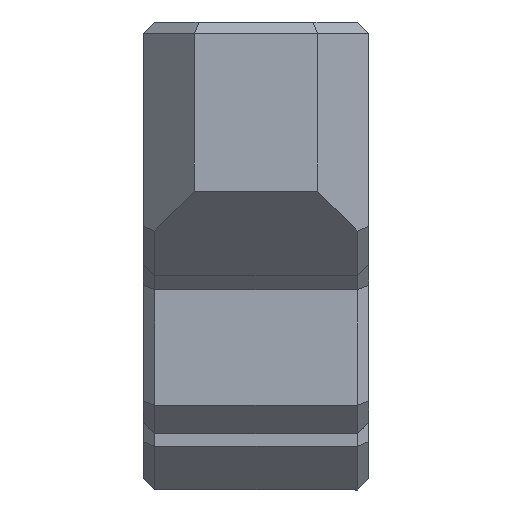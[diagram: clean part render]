
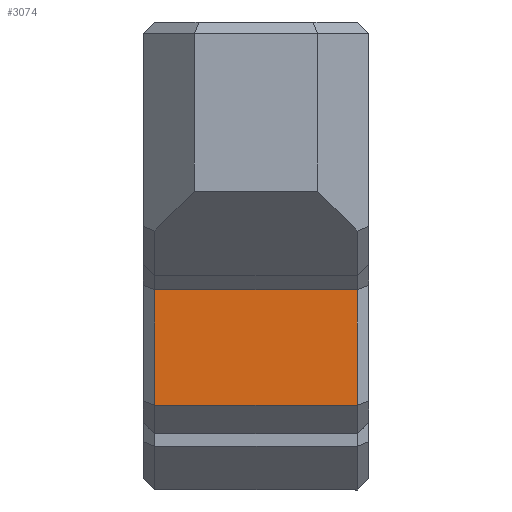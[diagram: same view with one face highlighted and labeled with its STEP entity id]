
A CAD part, left-side view. The second image highlights one B-rep face of the part: STEP entity #3074.
In plain terms, the highlighted planar face has unit normal (-1, 0, 0).
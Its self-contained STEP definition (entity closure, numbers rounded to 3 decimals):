
#67=FACE_OUTER_BOUND('',#254,.T.);
#254=EDGE_LOOP('',(#2114,#2115,#2116,#2117));
#520=LINE('',#4494,#949);
#521=LINE('',#4497,#950);
#522=LINE('',#4499,#951);
#523=LINE('',#4500,#952);
#949=VECTOR('',#3623,10.);
#950=VECTOR('',#3626,10.);
#951=VECTOR('',#3627,10.);
#952=VECTOR('',#3628,10.);
#1359=VERTEX_POINT('',#4490);
#1360=VERTEX_POINT('',#4492);
#1361=VERTEX_POINT('',#4496);
#1362=VERTEX_POINT('',#4498);
#1643=EDGE_CURVE('',#1360,#1359,#520,.T.);
#1644=EDGE_CURVE('',#1359,#1361,#521,.T.);
#1645=EDGE_CURVE('',#1362,#1360,#522,.T.);
#1646=EDGE_CURVE('',#1361,#1362,#523,.T.);
#2114=ORIENTED_EDGE('',*,*,#1644,.F.);
#2115=ORIENTED_EDGE('',*,*,#1643,.F.);
#2116=ORIENTED_EDGE('',*,*,#1645,.F.);
#2117=ORIENTED_EDGE('',*,*,#1646,.F.);
#2891=PLANE('',#3278);
#3074=ADVANCED_FACE('',(#67),#2891,.T.);
#3278=AXIS2_PLACEMENT_3D('',#4495,#3624,#3625);
#3623=DIRECTION('',(0.,1.,0.));
#3624=DIRECTION('center_axis',(-1.,0.,0.));
#3625=DIRECTION('ref_axis',(0.,-1.,0.));
#3626=DIRECTION('',(0.,0.,1.));
#3627=DIRECTION('',(0.,0.,-1.));
#3628=DIRECTION('',(0.,-1.,0.));
#4490=CARTESIAN_POINT('',(44.955,61.864,-12.25));
#4492=CARTESIAN_POINT('',(44.955,54.664,-12.25));
#4494=CARTESIAN_POINT('',(44.955,72.264,-12.25));
#4495=CARTESIAN_POINT('Origin',(44.955,72.264,-13.25));
#4496=CARTESIAN_POINT('',(44.955,61.864,-8.15));
#4497=CARTESIAN_POINT('',(44.955,61.864,-9.45));
#4498=CARTESIAN_POINT('',(44.955,54.664,-8.15));
#4499=CARTESIAN_POINT('',(44.955,54.664,-9.45));
#4500=CARTESIAN_POINT('',(44.955,72.264,-8.15));
